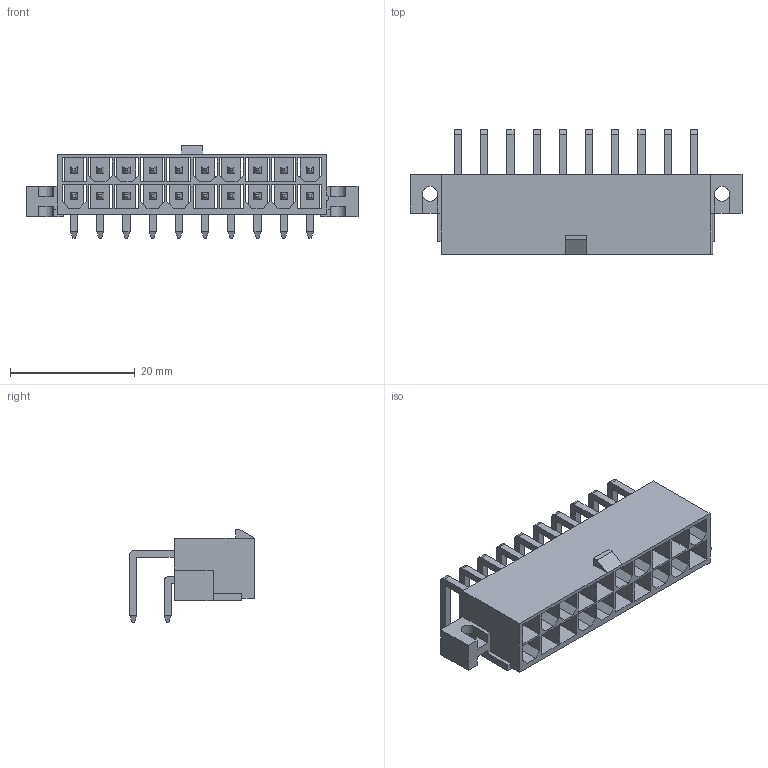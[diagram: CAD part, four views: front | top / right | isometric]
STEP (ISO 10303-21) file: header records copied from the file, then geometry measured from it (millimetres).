
FILE_DESCRIPTION(/* description */ ('Unknown'),/* implementation_level */ '2;1');
FILE_NAME(/* name */ '64902021022',/* time_stamp */ '2019-08-05T11:13:11+02:00',/* author */ ('Unknown'),/* organization */ ('Unknown'),/* preprocessor_version */ 'ST-DEVELOPER v16.7',/* originating_system */ 'DEX',/* authorisation */ $);
FILE_SCHEMA (('AUTOMOTIVE_DESIGN {1 0 10303 214 3 1 1}'));
Length unit declared in the file: millimetre
Products named in the file (4): 6490xx21022; 64902021022; 6490xx21022_PIN; 6490xx21022_PIN_BIS
Assembly tree (21 placements, depth 2):
  6490xx21022
    64902021022
    6490xx21022_PIN  x10
    6490xx21022_PIN_BIS  x10
Bounding box: 53.2 x 19.97 x 14.9 mm (x, y, z)
Volume: 2991.1 mm3; surface area: 8519.1 mm2
Topology: 21 solids, 21 shells, 683 faces, 1765 edges, 1108 vertices
Faces by surface type: plane 656, cylinder 27
Entity records: 12637 total; most frequent: CARTESIAN_POINT 2210, ORIENTED_EDGE 2198, DIRECTION 1915, EDGE_CURVE 1099, LINE 1081, VECTOR 1081, VERTEX_POINT 712, EDGE_LOOP 489
